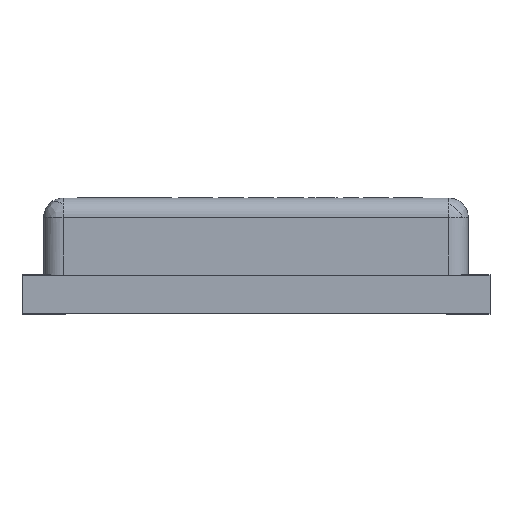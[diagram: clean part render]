
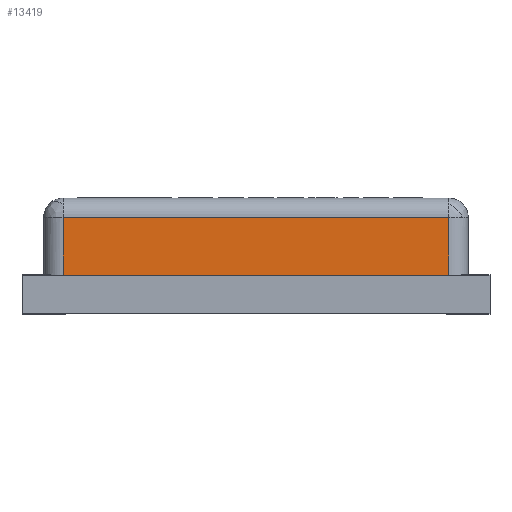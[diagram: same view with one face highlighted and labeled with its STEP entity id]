
A CAD part, front view. The second image highlights one B-rep face of the part: STEP entity #13419.
In plain terms, the highlighted planar face has unit normal (0, -1, 0).
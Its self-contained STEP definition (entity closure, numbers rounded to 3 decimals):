
#258 = ORIENTED_EDGE ( 'NONE', *, *, #4294, .T. ) ;
#455 = LINE ( 'NONE', #2910, #12197 ) ;
#641 = VECTOR ( 'NONE', #12894, 1000. ) ;
#666 = VECTOR ( 'NONE', #2352, 1000. ) ;
#706 = LINE ( 'NONE', #13279, #10910 ) ;
#723 = CARTESIAN_POINT ( 'NONE',  ( 4., -4.9, 2. ) ) ;
#995 = VERTEX_POINT ( 'NONE', #723 ) ;
#1666 = ORIENTED_EDGE ( 'NONE', *, *, #14895, .F. ) ;
#2352 = DIRECTION ( 'NONE',  ( 0., 0., 1. ) ) ;
#2426 = LINE ( 'NONE', #13440, #666 ) ;
#2698 = LINE ( 'NONE', #7703, #641 ) ;
#2872 = EDGE_LOOP ( 'NONE', ( #12949, #258, #1666, #8414 ) ) ;
#2910 = CARTESIAN_POINT ( 'NONE',  ( 0., -4.9, 0.8 ) ) ;
#3369 = CARTESIAN_POINT ( 'NONE',  ( -4., -4.9, 2. ) ) ;
#3754 = CARTESIAN_POINT ( 'NONE',  ( -4., -4.9, 0.8 ) ) ;
#4294 = EDGE_CURVE ( 'NONE', #995, #12619, #2698, .T. ) ;
#5470 = DIRECTION ( 'NONE',  ( -1., 0., 0. ) ) ;
#6289 = FACE_OUTER_BOUND ( 'NONE', #2872, .T. ) ;
#6709 = EDGE_CURVE ( 'NONE', #11954, #8289, #455, .T. ) ;
#6823 = CARTESIAN_POINT ( 'NONE',  ( 4., -4.9, 0.8 ) ) ;
#7703 = CARTESIAN_POINT ( 'NONE',  ( 4.4, -4.9, 2. ) ) ;
#8028 = DIRECTION ( 'NONE',  ( 0., 0., -1. ) ) ;
#8245 = DIRECTION ( 'NONE',  ( 0., 0., -1. ) ) ;
#8289 = VERTEX_POINT ( 'NONE', #3754 ) ;
#8414 = ORIENTED_EDGE ( 'NONE', *, *, #6709, .F. ) ;
#8466 = AXIS2_PLACEMENT_3D ( 'NONE', #13097, #9250, #8245 ) ;
#9250 = DIRECTION ( 'NONE',  ( 0., -1., 0. ) ) ;
#10071 = PLANE ( 'NONE',  #8466 ) ;
#10910 = VECTOR ( 'NONE', #8028, 1000. ) ;
#11954 = VERTEX_POINT ( 'NONE', #6823 ) ;
#12197 = VECTOR ( 'NONE', #5470, 1000. ) ;
#12619 = VERTEX_POINT ( 'NONE', #3369 ) ;
#12894 = DIRECTION ( 'NONE',  ( -1., 0., 0. ) ) ;
#12949 = ORIENTED_EDGE ( 'NONE', *, *, #14841, .F. ) ;
#13097 = CARTESIAN_POINT ( 'NONE',  ( 4.4, -4.9, 0.8 ) ) ;
#13279 = CARTESIAN_POINT ( 'NONE',  ( 4., -4.9, 0.8 ) ) ;
#13419 = ADVANCED_FACE ( 'NONE', ( #6289 ), #10071, .T. ) ;
#13440 = CARTESIAN_POINT ( 'NONE',  ( -4., -4.9, 0.8 ) ) ;
#14841 = EDGE_CURVE ( 'NONE', #995, #11954, #706, .T. ) ;
#14895 = EDGE_CURVE ( 'NONE', #8289, #12619, #2426, .T. ) ;
